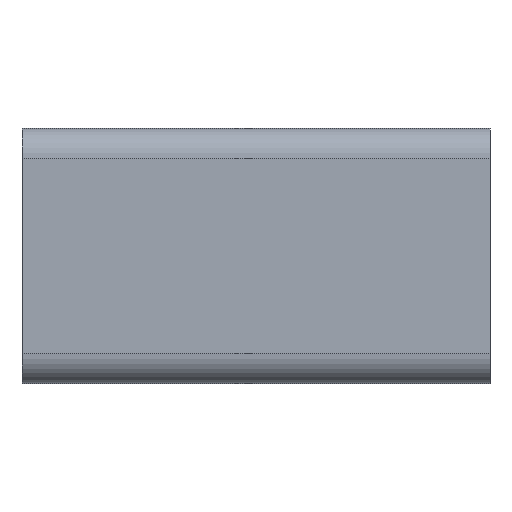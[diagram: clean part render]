
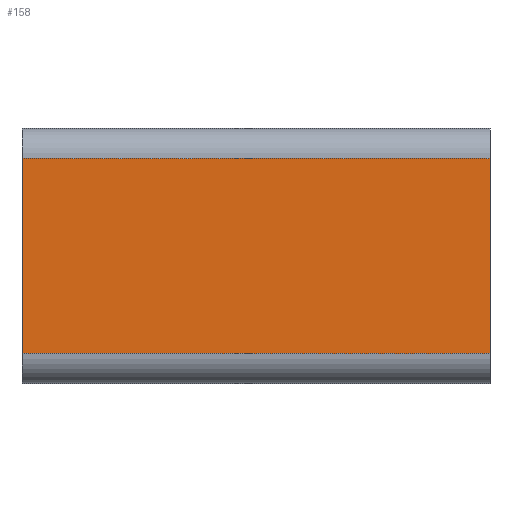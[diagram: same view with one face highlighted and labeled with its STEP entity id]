
A CAD part, left-side view. The second image highlights one B-rep face of the part: STEP entity #158.
In plain terms, the highlighted planar face has unit normal (-1, 0, 0).
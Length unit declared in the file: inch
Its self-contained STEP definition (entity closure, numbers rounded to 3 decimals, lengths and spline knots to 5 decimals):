
#95=CARTESIAN_POINT('',(2.61569,-2.09162,-1.25));
#96=VERTEX_POINT('',#95);
#104=CARTESIAN_POINT('',(2.61569,3.90838,-1.25));
#105=VERTEX_POINT('',#104);
#106=CARTESIAN_POINT('',(2.61569,0.90838,-1.25));
#107=DIRECTION('',(0.,1.,0.));
#108=VECTOR('',#107,1.);
#109=LINE('',#106,#108);
#110=EDGE_CURVE('',#96,#105,#109,.T.);
#128=CARTESIAN_POINT('',(2.61569,-2.09162,1.25));
#129=VERTEX_POINT('',#128);
#130=CARTESIAN_POINT('',(2.61569,-2.09162,1.25));
#131=DIRECTION('',(0.,0.,1.));
#132=VECTOR('',#131,1.);
#133=LINE('',#130,#132);
#134=EDGE_CURVE('',#96,#129,#133,.T.);
#135=ORIENTED_EDGE('',*,*,#134,.T.);
#136=CARTESIAN_POINT('',(2.61569,3.90838,1.25));
#137=VERTEX_POINT('',#136);
#138=CARTESIAN_POINT('',(2.61569,0.90838,1.25));
#139=DIRECTION('',(0.,-1.,0.));
#140=VECTOR('',#139,1.);
#141=LINE('',#138,#140);
#142=EDGE_CURVE('',#137,#129,#141,.T.);
#143=ORIENTED_EDGE('',*,*,#142,.F.);
#144=CARTESIAN_POINT('',(2.61569,3.90838,1.25));
#145=DIRECTION('',(0.,0.,-1.));
#146=VECTOR('',#145,1.);
#147=LINE('',#144,#146);
#148=EDGE_CURVE('',#137,#105,#147,.T.);
#149=ORIENTED_EDGE('',*,*,#148,.T.);
#150=ORIENTED_EDGE('',*,*,#110,.F.);
#151=EDGE_LOOP('',(#135,#143,#149,#150));
#152=FACE_OUTER_BOUND('',#151,.T.);
#153=CARTESIAN_POINT('',(2.61569,0.90838,0.));
#154=DIRECTION('',(-1.,0.,0.));
#155=DIRECTION('',(0.,0.,-1.));
#156=AXIS2_PLACEMENT_3D('',#153,#154,#155);
#157=PLANE('',#156);
#158=ADVANCED_FACE('',(#152),#157,.T.);
